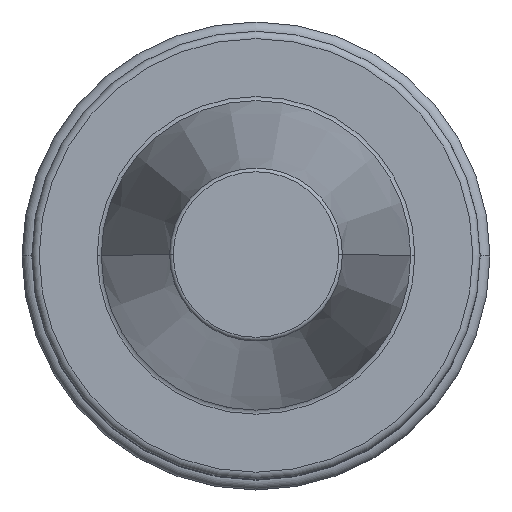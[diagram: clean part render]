
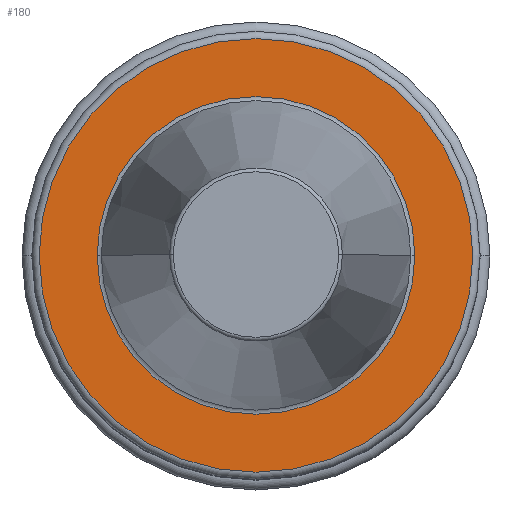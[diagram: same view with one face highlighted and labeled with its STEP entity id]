
A CAD part, top view. The second image highlights one B-rep face of the part: STEP entity #180.
In plain terms, the highlighted planar face has unit normal (0, 0, 1).
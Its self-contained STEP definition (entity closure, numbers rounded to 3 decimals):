
#180=ADVANCED_FACE('',(#216,#217),#205,.F.);
#205=PLANE('',#785);
#216=FACE_BOUND('',#250,.T.);
#217=FACE_BOUND('',#251,.T.);
#250=EDGE_LOOP('',(#373));
#251=EDGE_LOOP('',(#374,#375));
#373=ORIENTED_EDGE('',*,*,#579,.T.);
#374=ORIENTED_EDGE('',*,*,#580,.F.);
#375=ORIENTED_EDGE('',*,*,#551,.F.);
#491=VERTEX_POINT('',#1181);
#492=VERTEX_POINT('',#1183);
#504=VERTEX_POINT('',#1236);
#551=EDGE_CURVE('',#491,#492,#636,.T.);
#579=EDGE_CURVE('',#504,#504,#654,.T.);
#580=EDGE_CURVE('',#492,#491,#655,.T.);
#636=CIRCLE('',#752,16.291);
#654=CIRCLE('',#783,22.24);
#655=CIRCLE('',#784,16.291);
#752=AXIS2_PLACEMENT_3D('',#1182,#932,#933);
#783=AXIS2_PLACEMENT_3D('',#1235,#1004,#1005);
#784=AXIS2_PLACEMENT_3D('',#1237,#1006,#1007);
#785=AXIS2_PLACEMENT_3D('',#1238,#1008,#1009);
#932=DIRECTION('',(0.,0.,1.));
#933=DIRECTION('',(1.,0.,0.));
#1004=DIRECTION('',(0.,0.,1.));
#1005=DIRECTION('',(-1.,0.,0.));
#1006=DIRECTION('',(0.,0.,1.));
#1007=DIRECTION('',(1.,0.,0.));
#1008=DIRECTION('',(0.,0.,-1.));
#1009=DIRECTION('',(1.,0.,0.));
#1181=CARTESIAN_POINT('',(-16.291,0.,-2.));
#1182=CARTESIAN_POINT('',(0.,0.,-2.));
#1183=CARTESIAN_POINT('',(16.291,0.,-2.));
#1235=CARTESIAN_POINT('',(0.,0.,-2.));
#1236=CARTESIAN_POINT('',(-22.24,0.,-2.));
#1237=CARTESIAN_POINT('',(0.,0.,-2.));
#1238=CARTESIAN_POINT('',(0.,16.291,-2.));
